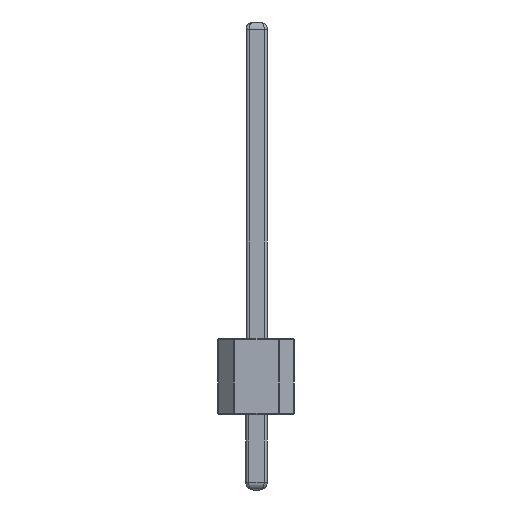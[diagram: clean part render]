
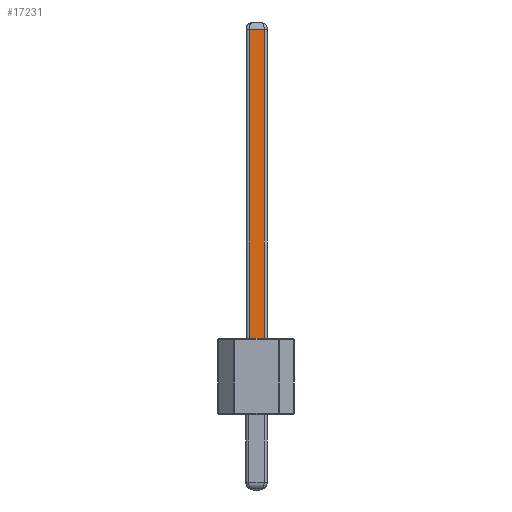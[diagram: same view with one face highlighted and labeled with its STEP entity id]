
A CAD part, front view. The second image highlights one B-rep face of the part: STEP entity #17231.
In plain terms, the highlighted planar face has unit normal (0, -1, 0).
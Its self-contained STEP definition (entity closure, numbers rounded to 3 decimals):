
#436=PLANE('',#18587);
#1344=LINE('',#27011,#2664);
#1364=LINE('',#27160,#2684);
#1366=LINE('',#27189,#2686);
#1368=LINE('',#27194,#2688);
#2664=VECTOR('',#21050,10.);
#2684=VECTOR('',#21130,10.);
#2686=VECTOR('',#21140,10.);
#2688=VECTOR('',#21146,10.);
#4601=FACE_OUTER_BOUND('',#5863,.T.);
#5863=EDGE_LOOP('',(#12161,#12162,#12163,#12164));
#8098=VERTEX_POINT('',#27009);
#8099=VERTEX_POINT('',#27010);
#8118=VERTEX_POINT('',#27159);
#8121=VERTEX_POINT('',#27188);
#9466=EDGE_CURVE('',#8098,#8099,#1344,.T.);
#9502=EDGE_CURVE('',#8099,#8118,#1364,.T.);
#9507=EDGE_CURVE('',#8118,#8121,#1366,.T.);
#9510=EDGE_CURVE('',#8121,#8098,#1368,.T.);
#12161=ORIENTED_EDGE('',*,*,#9502,.F.);
#12162=ORIENTED_EDGE('',*,*,#9466,.F.);
#12163=ORIENTED_EDGE('',*,*,#9510,.F.);
#12164=ORIENTED_EDGE('',*,*,#9507,.F.);
#17231=ADVANCED_FACE('',(#4601),#436,.T.);
#18587=AXIS2_PLACEMENT_3D('',#27193,#21144,#21145);
#21050=DIRECTION('',(-1.,0.,0.));
#21130=DIRECTION('',(0.,0.,1.));
#21140=DIRECTION('',(1.,0.,0.));
#21144=DIRECTION('center_axis',(0.,-1.,0.));
#21145=DIRECTION('ref_axis',(1.,0.,0.));
#21146=DIRECTION('',(0.,0.,-1.));
#27009=CARTESIAN_POINT('',(-2.055,-1.259,2.54));
#27010=CARTESIAN_POINT('',(-2.562,-1.259,2.54));
#27011=CARTESIAN_POINT('',(-2.496,-1.259,2.54));
#27159=CARTESIAN_POINT('',(-2.562,-1.259,12.79));
#27160=CARTESIAN_POINT('',(-2.562,-1.259,2.54));
#27188=CARTESIAN_POINT('',(-2.055,-1.259,12.79));
#27189=CARTESIAN_POINT('',(-2.485,-1.259,12.79));
#27193=CARTESIAN_POINT('Origin',(-2.662,-1.259,2.54));
#27194=CARTESIAN_POINT('',(-2.055,-1.259,2.54));
